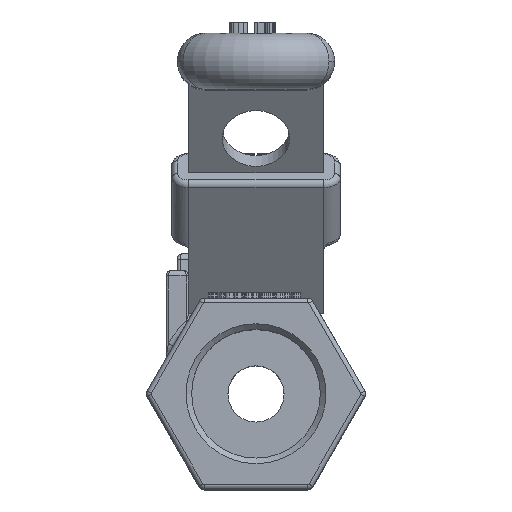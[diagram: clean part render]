
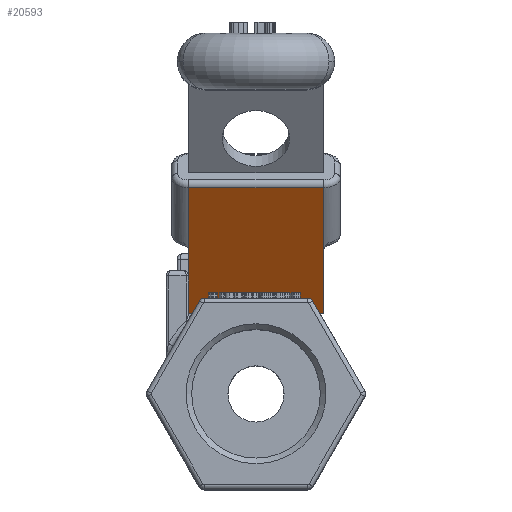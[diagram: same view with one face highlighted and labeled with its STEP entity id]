
A CAD part, top view. The second image highlights one B-rep face of the part: STEP entity #20593.
In plain terms, the highlighted planar face has unit normal (0, -0.565, 0.825).
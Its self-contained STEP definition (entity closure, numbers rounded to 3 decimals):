
#437=LINE('',#32823,#2074);
#448=LINE('',#32974,#2085);
#462=LINE('',#33022,#2099);
#463=LINE('',#33025,#2100);
#464=LINE('',#33027,#2101);
#465=LINE('',#33029,#2102);
#466=LINE('',#33030,#2103);
#467=LINE('',#33031,#2104);
#2074=VECTOR('',#23022,10.);
#2085=VECTOR('',#23071,10.);
#2099=VECTOR('',#23123,10.);
#2100=VECTOR('',#23128,10.);
#2101=VECTOR('',#23129,10.);
#2102=VECTOR('',#23130,10.);
#2103=VECTOR('',#23131,10.);
#2104=VECTOR('',#23132,10.);
#4029=PLANE('',#21801);
#4595=FACE_OUTER_BOUND('',#5750,.T.);
#5750=EDGE_LOOP('',(#13282,#13283,#13284,#13285,#13286,#13287,#13288,#13289));
#8060=VERTEX_POINT('',#32820);
#8061=VERTEX_POINT('',#32822);
#8065=VERTEX_POINT('',#32862);
#8067=VERTEX_POINT('',#32915);
#8078=VERTEX_POINT('',#32964);
#8080=VERTEX_POINT('',#32970);
#8097=VERTEX_POINT('',#33026);
#8098=VERTEX_POINT('',#33028);
#10087=EDGE_CURVE('',#8060,#8061,#437,.T.);
#10116=EDGE_CURVE('',#8078,#8080,#448,.T.);
#10140=EDGE_CURVE('',#8080,#8067,#462,.T.);
#10142=EDGE_CURVE('',#8078,#8065,#463,.T.);
#10143=EDGE_CURVE('',#8065,#8097,#464,.T.);
#10144=EDGE_CURVE('',#8098,#8097,#465,.T.);
#10145=EDGE_CURVE('',#8098,#8061,#466,.T.);
#10146=EDGE_CURVE('',#8067,#8060,#467,.T.);
#13282=ORIENTED_EDGE('',*,*,#10116,.F.);
#13283=ORIENTED_EDGE('',*,*,#10142,.T.);
#13284=ORIENTED_EDGE('',*,*,#10143,.T.);
#13285=ORIENTED_EDGE('',*,*,#10144,.F.);
#13286=ORIENTED_EDGE('',*,*,#10145,.T.);
#13287=ORIENTED_EDGE('',*,*,#10087,.F.);
#13288=ORIENTED_EDGE('',*,*,#10146,.F.);
#13289=ORIENTED_EDGE('',*,*,#10140,.F.);
#20593=ADVANCED_FACE('',(#4595),#4029,.T.);
#21801=AXIS2_PLACEMENT_3D('',#33024,#23126,#23127);
#23022=DIRECTION('',(-1.,0.,0.));
#23071=DIRECTION('',(1.,0.,0.));
#23123=DIRECTION('',(0.,-0.825,-0.565));
#23126=DIRECTION('center_axis',(0.,-0.565,
0.825));
#23127=DIRECTION('ref_axis',(-1.,0.,0.));
#23128=DIRECTION('',(0.,-0.825,-0.565));
#23129=DIRECTION('',(0.,-0.825,-0.565));
#23130=DIRECTION('',(0.,0.825,0.565));
#23131=DIRECTION('',(0.,-0.825,-0.565));
#23132=DIRECTION('',(0.,-0.825,-0.565));
#32820=CARTESIAN_POINT('',(6.,7.2,25.739));
#32822=CARTESIAN_POINT('',(-6.,7.2,25.739));
#32823=CARTESIAN_POINT('',(6.,7.2,25.739));
#32862=CARTESIAN_POINT('',(-6.,12.716,29.518));
#32915=CARTESIAN_POINT('',(6.,12.716,29.518));
#32964=CARTESIAN_POINT('',(-6.,18.338,33.369));
#32970=CARTESIAN_POINT('',(6.,18.338,33.369));
#32974=CARTESIAN_POINT('',(3.,18.338,33.369));
#33022=CARTESIAN_POINT('',(6.,18.75,33.651));
#33024=CARTESIAN_POINT('Origin',(6.,18.75,33.651));
#33025=CARTESIAN_POINT('',(-6.,18.75,33.651));
#33026=CARTESIAN_POINT('',(-6.,10.5,28.));
#33027=CARTESIAN_POINT('',(-6.,18.75,33.651));
#33028=CARTESIAN_POINT('',(-6.,7.872,26.2));
#33029=CARTESIAN_POINT('',(-6.,11.238,28.506));
#33030=CARTESIAN_POINT('',(-6.,18.75,33.651));
#33031=CARTESIAN_POINT('',(6.,18.75,33.651));
